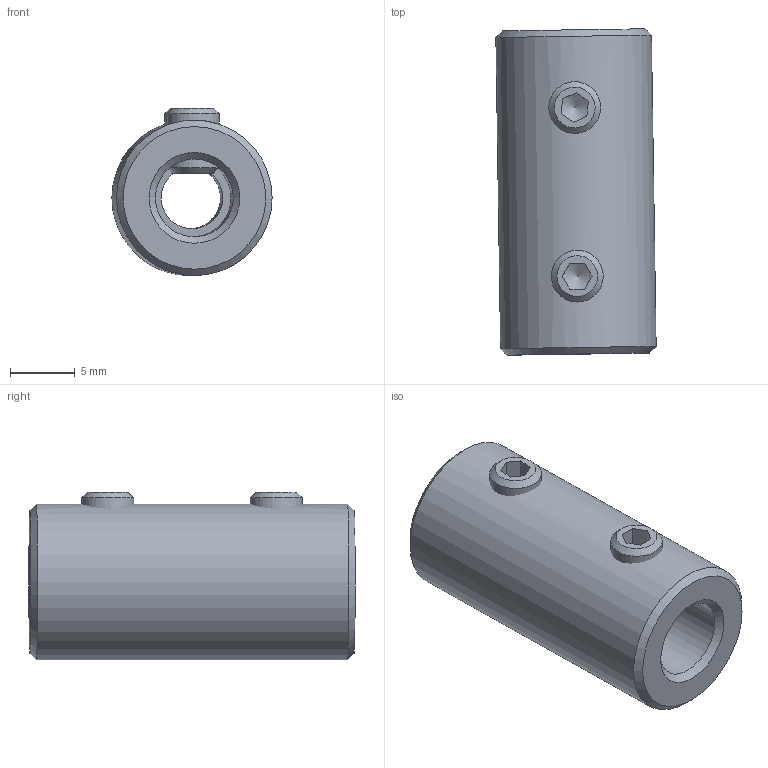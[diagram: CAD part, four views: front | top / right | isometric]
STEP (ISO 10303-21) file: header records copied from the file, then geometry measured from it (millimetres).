
FILE_DESCRIPTION(/* description */ (''),/* implementation_level */ '2;1');
FILE_NAME(/* name */ 'Tetrix_739276.iam.stp',/* time_stamp */ '2014-12-18T17:49:36-08:00',/* author */ ('Autodesk Inc.'),/* organization */ ('Autodesk Inc.'),/* preprocessor_version */ 'ST-DEVELOPER v15.6',/* originating_system */ 'Autodesk Inventor 2015',/* authorisation */ '');
FILE_SCHEMA (('AUTOMOTIVE_DESIGN { 1 0 10303 214 3 1 1 }'));
Length unit declared in the file: millimetre
Products named in the file (3): Tetrix_739276_Body; Tetrix_739276_Screw; Tetrix_739276
Assembly tree (3 placements, depth 2):
  Tetrix_739276
    Tetrix_739276_Body
    Tetrix_739276_Screw  x2
Bounding box: 12.36 x 25.16 x 12.91 mm (x, y, z)
Volume: 2284.7 mm3; surface area: 1756.1 mm2
Topology: 3 solids, 3 shells, 38 faces, 83 edges, 52 vertices
Faces by surface type: plane 19, cone 10, cylinder 7, bspline 2
Full cylindrical faces by diameter (mm): 3.242 x2, 4 x2, 4.75 x1, 6 x1, 12 x1
Entity records: 1004 total; most frequent: CARTESIAN_POINT 446, DIRECTION 102, ORIENTED_EDGE 80, EDGE_LOOP 46, AXIS2_PLACEMENT_3D 44, EDGE_CURVE 40, VERTEX_POINT 32, FACE_OUTER_BOUND 26
